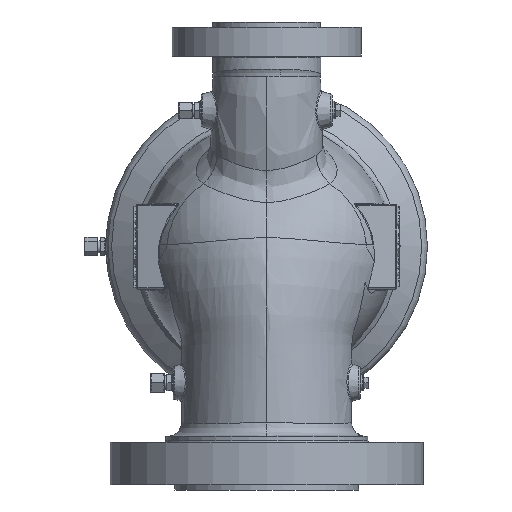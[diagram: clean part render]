
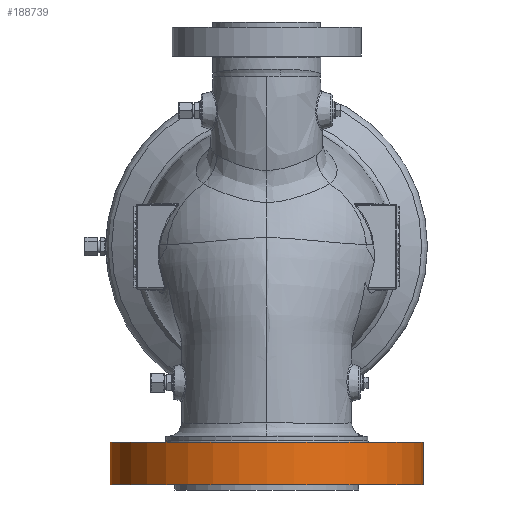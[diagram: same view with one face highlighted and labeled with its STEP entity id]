
A CAD part, front view. The second image highlights one B-rep face of the part: STEP entity #188739.
In plain terms, the highlighted cylindrical face has radius 184 mm (diameter 368 mm), a partial arc.
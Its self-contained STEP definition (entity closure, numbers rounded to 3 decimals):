
#5001 = VECTOR ( 'NONE', #40776, 1000. ) ;
#10059 = AXIS2_PLACEMENT_3D ( 'NONE', #25950, #227057, #173611 ) ;
#17772 = VERTEX_POINT ( 'NONE', #103200 ) ;
#17899 = CARTESIAN_POINT ( 'NONE',  ( -184., 0., -279.6 ) ) ;
#18078 = VECTOR ( 'NONE', #171796, 1000. ) ;
#20567 = CARTESIAN_POINT ( 'NONE',  ( 0., 0., -230. ) ) ;
#21795 = VERTEX_POINT ( 'NONE', #17899 ) ;
#25950 = CARTESIAN_POINT ( 'NONE',  ( 0., 0., -325.077 ) ) ;
#26406 = EDGE_CURVE ( 'NONE', #57821, #21795, #226182, .T. ) ;
#40776 = DIRECTION ( 'NONE',  ( 0., 0., -1. ) ) ;
#43353 = DIRECTION ( 'NONE',  ( 0., 0., -1. ) ) ;
#48168 = CIRCLE ( 'NONE', #68105, 184. ) ;
#57821 = VERTEX_POINT ( 'NONE', #194253 ) ;
#65072 = EDGE_LOOP ( 'NONE', ( #144197, #189919, #228249, #187939 ) ) ;
#68105 = AXIS2_PLACEMENT_3D ( 'NONE', #208879, #190011, #117005 ) ;
#70535 = VERTEX_POINT ( 'NONE', #209434 ) ;
#79401 = EDGE_CURVE ( 'Defeature ausgef�hrt1_11+Defeature ausgef�hrt1_13+Defeature ausgef�hrt1_13+Defeature ausgef�hrt1_13', #17772, #57821, #99498, .T. ) ;
#91071 = FACE_OUTER_BOUND ( 'NONE', #65072, .T. ) ;
#95349 = AXIS2_PLACEMENT_3D ( 'NONE', #20567, #43353, #133784 ) ;
#99498 = CIRCLE ( 'NONE', #95349, 184. ) ;
#103200 = CARTESIAN_POINT ( 'NONE',  ( 184., 0., -230. ) ) ;
#104613 = EDGE_CURVE ( 'Defeature ausgef�hrt1_11+Defeature ausgef�hrt1_10+Defeature ausgef�hrt1_10+Defeature ausgef�hrt1_10', #21795, #70535, #48168, .T. ) ;
#116369 = CYLINDRICAL_SURFACE ( 'NONE', #10059, 184. ) ;
#117005 = DIRECTION ( 'NONE',  ( -1., 0., 0. ) ) ;
#129024 = EDGE_CURVE ( 'NONE', #17772, #70535, #196203, .T. ) ;
#133784 = DIRECTION ( 'NONE',  ( 1., 0., 0. ) ) ;
#144197 = ORIENTED_EDGE ( 'NONE', *, *, #129024, .F. ) ;
#152173 = CARTESIAN_POINT ( 'NONE',  ( -184., 0., -325.077 ) ) ;
#171796 = DIRECTION ( 'NONE',  ( 0., 0., -1. ) ) ;
#173611 = DIRECTION ( 'NONE',  ( -1., 0., 0. ) ) ;
#187939 = ORIENTED_EDGE ( 'NONE', *, *, #104613, .T. ) ;
#188739 = ADVANCED_FACE ( 'Defeature ausgef�hrt1_11', ( #91071 ), #116369, .T. ) ;
#189919 = ORIENTED_EDGE ( 'NONE', *, *, #79401, .T. ) ;
#190011 = DIRECTION ( 'NONE',  ( 0., 0., 1. ) ) ;
#194253 = CARTESIAN_POINT ( 'NONE',  ( -184., 0., -230. ) ) ;
#196203 = LINE ( 'NONE', #201850, #5001 ) ;
#201850 = CARTESIAN_POINT ( 'NONE',  ( 184., 0., -325.077 ) ) ;
#208879 = CARTESIAN_POINT ( 'NONE',  ( 0., 0., -279.6 ) ) ;
#209434 = CARTESIAN_POINT ( 'NONE',  ( 184., 0., -279.6 ) ) ;
#226182 = LINE ( 'NONE', #152173, #18078 ) ;
#227057 = DIRECTION ( 'NONE',  ( 0., 0., -1. ) ) ;
#228249 = ORIENTED_EDGE ( 'NONE', *, *, #26406, .T. ) ;
